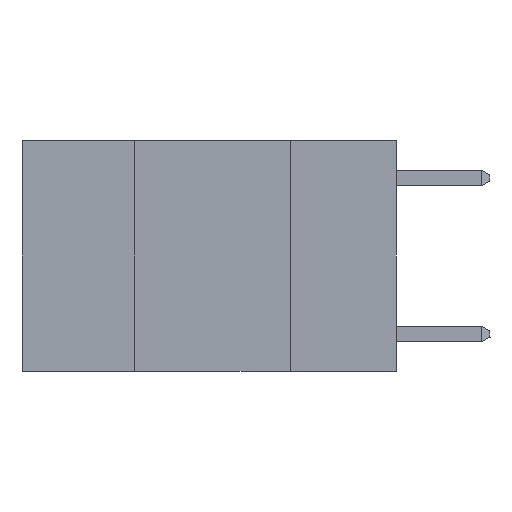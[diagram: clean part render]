
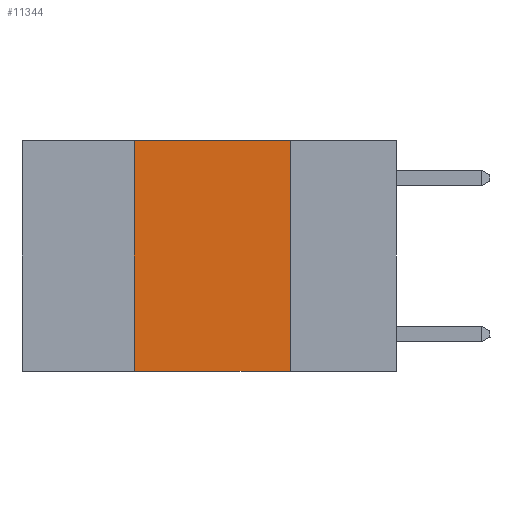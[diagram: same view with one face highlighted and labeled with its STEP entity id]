
A CAD part, left-side view. The second image highlights one B-rep face of the part: STEP entity #11344.
In plain terms, the highlighted planar face has unit normal (-1, 0, 0).
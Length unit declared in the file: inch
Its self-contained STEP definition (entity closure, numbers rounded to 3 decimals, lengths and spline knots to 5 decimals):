
#1290 = EDGE_CURVE ( 'NONE', #8464, #16557, #4797, .T. ) ;
#1480 = CARTESIAN_POINT ( 'NONE',  ( 0., 0.42, 0. ) ) ;
#1493 = EDGE_CURVE ( 'NONE', #8464, #17382, #1838, .T. ) ;
#1577 = VECTOR ( 'NONE', #8030, 39.37008 ) ;
#1838 = LINE ( 'NONE', #6482, #8481 ) ;
#2914 = DIRECTION ( 'NONE',  ( 1., 0., 0. ) ) ;
#3723 = DIRECTION ( 'NONE',  ( 0., -1., 0. ) ) ;
#4653 = FACE_OUTER_BOUND ( 'NONE', #24107, .T. ) ;
#4797 = LINE ( 'NONE', #21149, #17884 ) ;
#6482 = CARTESIAN_POINT ( 'NONE',  ( 0., 0.42, 0. ) ) ;
#6496 = CARTESIAN_POINT ( 'NONE',  ( 0., 0.6, 0. ) ) ;
#6797 = CARTESIAN_POINT ( 'NONE',  ( 0., 0.6, 0. ) ) ;
#7058 = DIRECTION ( 'NONE',  ( 0., 0., -1. ) ) ;
#8018 = DIRECTION ( 'NONE',  ( 0., 0., 1. ) ) ;
#8030 = DIRECTION ( 'NONE',  ( 0., 0., -1. ) ) ;
#8393 = ORIENTED_EDGE ( 'NONE', *, *, #10464, .F. ) ;
#8464 = VERTEX_POINT ( 'NONE', #20027 ) ;
#8481 = VECTOR ( 'NONE', #8018, 39.37008 ) ;
#8901 = VERTEX_POINT ( 'NONE', #22099 ) ;
#10277 = LINE ( 'NONE', #22870, #1577 ) ;
#10464 = EDGE_CURVE ( 'NONE', #17382, #8901, #20974, .T. ) ;
#11344 = ADVANCED_FACE ( 'NONE', ( #4653 ), #21012, .F. ) ;
#11477 = AXIS2_PLACEMENT_3D ( 'NONE', #6797, #2914, #7058 ) ;
#12931 = ORIENTED_EDGE ( 'NONE', *, *, #1290, .T. ) ;
#16557 = VERTEX_POINT ( 'NONE', #21545 ) ;
#16809 = DIRECTION ( 'NONE',  ( 0., -1., 0. ) ) ;
#17382 = VERTEX_POINT ( 'NONE', #1480 ) ;
#17884 = VECTOR ( 'NONE', #3723, 39.37008 ) ;
#18770 = ORIENTED_EDGE ( 'NONE', *, *, #20611, .F. ) ;
#19086 = ORIENTED_EDGE ( 'NONE', *, *, #1493, .F. ) ;
#20027 = CARTESIAN_POINT ( 'NONE',  ( 0., 0.42, -0.37 ) ) ;
#20611 = EDGE_CURVE ( 'NONE', #8901, #16557, #10277, .T. ) ;
#20974 = LINE ( 'NONE', #6496, #25158 ) ;
#21012 = PLANE ( 'NONE',  #11477 ) ;
#21149 = CARTESIAN_POINT ( 'NONE',  ( 0., 0.6, -0.37 ) ) ;
#21545 = CARTESIAN_POINT ( 'NONE',  ( 0., 0.17, -0.37 ) ) ;
#22099 = CARTESIAN_POINT ( 'NONE',  ( 0., 0.17, 0. ) ) ;
#22870 = CARTESIAN_POINT ( 'NONE',  ( 0., 0.17, 0. ) ) ;
#24107 = EDGE_LOOP ( 'NONE', ( #18770, #8393, #19086, #12931 ) ) ;
#25158 = VECTOR ( 'NONE', #16809, 39.37008 ) ;
